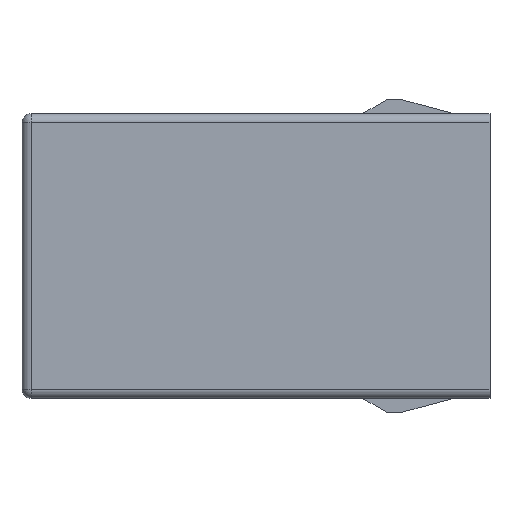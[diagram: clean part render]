
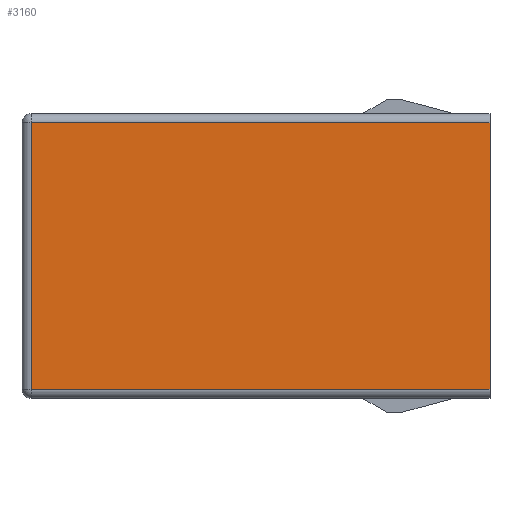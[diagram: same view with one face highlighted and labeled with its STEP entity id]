
A CAD part, left-side view. The second image highlights one B-rep face of the part: STEP entity #3160.
In plain terms, the highlighted planar face has unit normal (-1, 0, 0).
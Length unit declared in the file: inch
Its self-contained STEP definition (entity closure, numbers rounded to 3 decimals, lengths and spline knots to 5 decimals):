
#166=DIRECTION('',(0.,-1.,0.));
#167=VECTOR('',#166,1.01);
#168=CARTESIAN_POINT('',(-0.333,0.495,0.2935));
#169=LINE('',#168,#167);
#265=DIRECTION('',(0.,0.,1.));
#266=VECTOR('',#265,0.587);
#267=CARTESIAN_POINT('',(-0.333,-0.515,-0.2935));
#268=LINE('',#267,#266);
#1106=DIRECTION('',(0.,1.,0.));
#1107=VECTOR('',#1106,1.01);
#1108=CARTESIAN_POINT('',(-0.333,-0.515,-0.2935));
#1109=LINE('',#1108,#1107);
#1115=DIRECTION('',(0.,0.,-1.));
#1116=VECTOR('',#1115,0.587);
#1117=CARTESIAN_POINT('',(-0.333,0.495,0.2935));
#1118=LINE('',#1117,#1116);
#1433=CARTESIAN_POINT('',(-0.333,-0.515,-0.2935));
#1434=CARTESIAN_POINT('',(-0.333,0.495,-0.2935));
#1435=VERTEX_POINT('',#1433);
#1436=VERTEX_POINT('',#1434);
#1441=CARTESIAN_POINT('',(-0.333,-0.515,0.2935));
#1442=VERTEX_POINT('',#1441);
#1443=CARTESIAN_POINT('',(-0.333,0.495,0.2935));
#1444=VERTEX_POINT('',#1443);
#3148=CARTESIAN_POINT('',(-0.333,0.515,-0.3135));
#3149=DIRECTION('',(-1.,0.,0.));
#3150=DIRECTION('',(0.,-1.,0.));
#3151=AXIS2_PLACEMENT_3D('',#3148,#3149,#3150);
#3152=PLANE('',#3151);
#3153=ORIENTED_EDGE('',*,*,#3142,.T.);
#3155=ORIENTED_EDGE('',*,*,#3154,.F.);
#3156=ORIENTED_EDGE('',*,*,#1720,.T.);
#3157=ORIENTED_EDGE('',*,*,#1733,.F.);
#3158=EDGE_LOOP('',(#3153,#3155,#3156,#3157));
#3159=FACE_OUTER_BOUND('',#3158,.F.);
#3160=ADVANCED_FACE('',(#3159),#3152,.T.);
#1720=EDGE_CURVE('',#1444,#1442,#169,.T.);
#1733=EDGE_CURVE('',#1435,#1442,#268,.T.);
#3142=EDGE_CURVE('',#1435,#1436,#1109,.T.);
#3154=EDGE_CURVE('',#1444,#1436,#1118,.T.);
